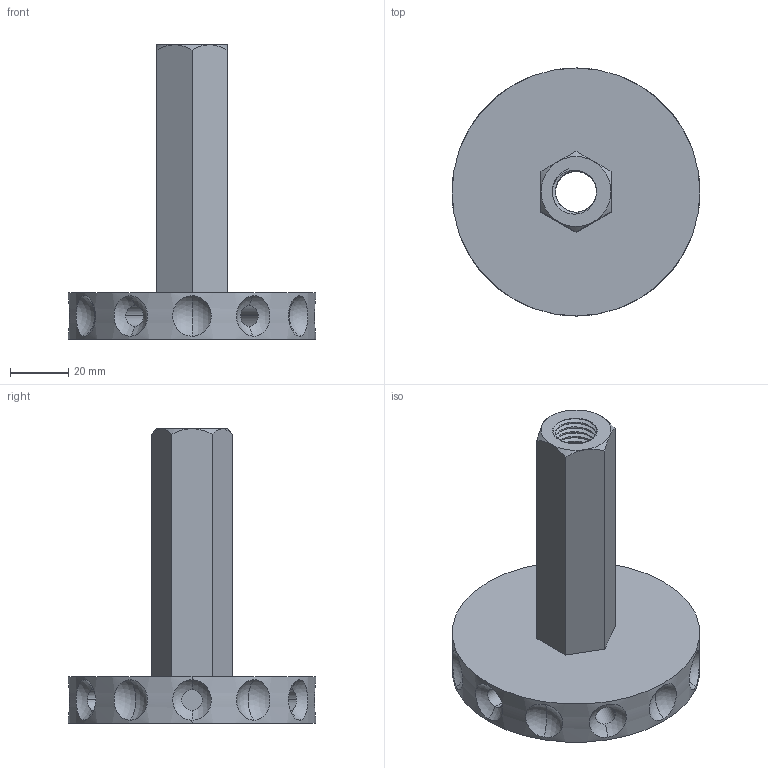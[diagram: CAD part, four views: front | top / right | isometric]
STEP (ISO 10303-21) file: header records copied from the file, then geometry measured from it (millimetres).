
FILE_DESCRIPTION (( 'STEP AP214' ), '1' );
FILE_NAME ('MP_GLASS-01.STEP', '2023-05-04T08:29:36', ( '' ), ( '' ), 'SwSTEP 2.0', 'SolidWorks 2019', '' );
FILE_SCHEMA (( 'AUTOMOTIVE_DESIGN' ));
Length unit declared in the file: millimetre
Products named in the file (1): MP_GLASS-01
Bounding box: 85 x 85 x 101 mm (x, y, z)
Volume: 107010.9 mm3; surface area: 33159.9 mm2
Topology: 1 solids, 1 shells, 164 faces, 438 edges, 287 vertices
Faces by surface type: cylinder 116, sphere 24, plane 15, cone 6, bspline 3
Entity records: 11824 total; most frequent: CARTESIAN_POINT 8343, ORIENTED_EDGE 876, DIRECTION 577, EDGE_CURVE 438, VERTEX_POINT 287, AXIS2_PLACEMENT_3D 224, EDGE_LOOP 177, FACE_OUTER_BOUND 164
